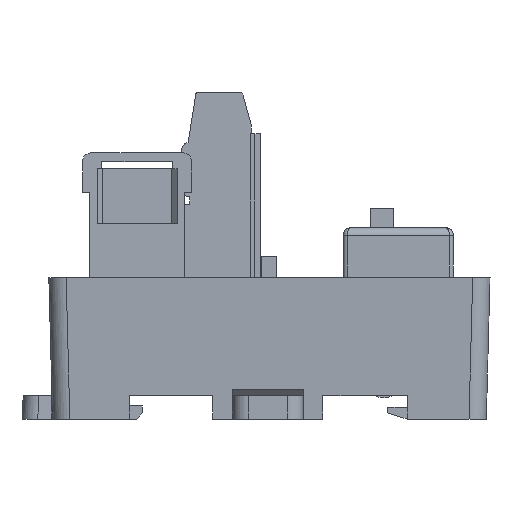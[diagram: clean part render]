
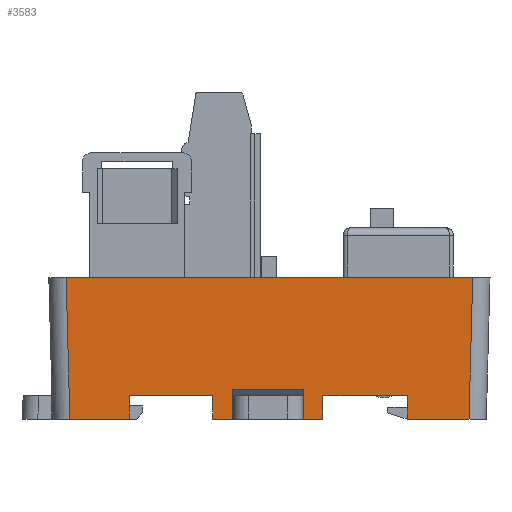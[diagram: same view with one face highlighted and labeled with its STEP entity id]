
A CAD part, left-side view. The second image highlights one B-rep face of the part: STEP entity #3583.
In plain terms, the highlighted planar face has unit normal (-1, 0, -0.026).
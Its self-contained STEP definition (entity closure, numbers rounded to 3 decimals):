
#2114=FACE_OUTER_BOUND('',#7024,.T.);
#3583=ADVANCED_FACE('',(#2114),#5126,.T.);
#5126=PLANE('',#29897);
#7024=EDGE_LOOP('',(#9136,#9137,#9138,#9139,#9140,#9141,#9142,#9143,#9144,
#9145,#9146,#9147,#9148,#9149,#9150,#9151));
#9136=ORIENTED_EDGE('',*,*,#19495,.T.);
#9137=ORIENTED_EDGE('',*,*,#19509,.T.);
#9138=ORIENTED_EDGE('',*,*,#19510,.F.);
#9139=ORIENTED_EDGE('',*,*,#19511,.F.);
#9140=ORIENTED_EDGE('',*,*,#19512,.F.);
#9141=ORIENTED_EDGE('',*,*,#19513,.T.);
#9142=ORIENTED_EDGE('',*,*,#19514,.F.);
#9143=ORIENTED_EDGE('',*,*,#19515,.T.);
#9144=ORIENTED_EDGE('',*,*,#19516,.F.);
#9145=ORIENTED_EDGE('',*,*,#19517,.T.);
#9146=ORIENTED_EDGE('',*,*,#19518,.T.);
#9147=ORIENTED_EDGE('',*,*,#19519,.F.);
#9148=ORIENTED_EDGE('',*,*,#19520,.T.);
#9149=ORIENTED_EDGE('',*,*,#19521,.T.);
#9150=ORIENTED_EDGE('',*,*,#19472,.T.);
#9151=ORIENTED_EDGE('',*,*,#19469,.F.);
#16800=VERTEX_POINT('',#39425);
#16801=VERTEX_POINT('',#39427);
#16803=VERTEX_POINT('',#39433);
#16820=VERTEX_POINT('',#39477);
#16833=VERTEX_POINT('',#39507);
#16834=VERTEX_POINT('',#39509);
#16835=VERTEX_POINT('',#39511);
#16836=VERTEX_POINT('',#39513);
#16837=VERTEX_POINT('',#39515);
#16838=VERTEX_POINT('',#39517);
#16839=VERTEX_POINT('',#39519);
#16840=VERTEX_POINT('',#39521);
#16841=VERTEX_POINT('',#39523);
#16842=VERTEX_POINT('',#39525);
#16843=VERTEX_POINT('',#39527);
#16844=VERTEX_POINT('',#39529);
#19469=EDGE_CURVE('',#16800,#16801,#23433,.T.);
#19472=EDGE_CURVE('',#16803,#16801,#23435,.T.);
#19495=EDGE_CURVE('',#16800,#16820,#23454,.T.);
#19509=EDGE_CURVE('',#16820,#16833,#23468,.T.);
#19510=EDGE_CURVE('',#16834,#16833,#23469,.T.);
#19511=EDGE_CURVE('',#16835,#16834,#23470,.T.);
#19512=EDGE_CURVE('',#16836,#16835,#23471,.T.);
#19513=EDGE_CURVE('',#16836,#16837,#23472,.T.);
#19514=EDGE_CURVE('',#16838,#16837,#23473,.T.);
#19515=EDGE_CURVE('',#16838,#16839,#23474,.T.);
#19516=EDGE_CURVE('',#16840,#16839,#23475,.T.);
#19517=EDGE_CURVE('',#16840,#16841,#23476,.T.);
#19518=EDGE_CURVE('',#16841,#16842,#23477,.T.);
#19519=EDGE_CURVE('',#16843,#16842,#23478,.T.);
#19520=EDGE_CURVE('',#16843,#16844,#23479,.T.);
#19521=EDGE_CURVE('',#16844,#16803,#23480,.T.);
#23433=LINE('',#39426,#26699);
#23435=LINE('',#39432,#26701);
#23454=LINE('',#39478,#26720);
#23468=LINE('',#39506,#26734);
#23469=LINE('',#39508,#26735);
#23470=LINE('',#39510,#26736);
#23471=LINE('',#39512,#26737);
#23472=LINE('',#39514,#26738);
#23473=LINE('',#39516,#26739);
#23474=LINE('',#39518,#26740);
#23475=LINE('',#39520,#26741);
#23476=LINE('',#39522,#26742);
#23477=LINE('',#39524,#26743);
#23478=LINE('',#39526,#26744);
#23479=LINE('',#39528,#26745);
#23480=LINE('',#39530,#26746);
#26699=VECTOR('',#32112,1.);
#26701=VECTOR('',#32118,1.);
#26720=VECTOR('',#32155,1.);
#26734=VECTOR('',#32173,1.);
#26735=VECTOR('',#32174,1.);
#26736=VECTOR('',#32175,1.);
#26737=VECTOR('',#32176,1.);
#26738=VECTOR('',#32177,1.);
#26739=VECTOR('',#32178,1.);
#26740=VECTOR('',#32179,1.);
#26741=VECTOR('',#32180,1.);
#26742=VECTOR('',#32181,1.);
#26743=VECTOR('',#32182,1.);
#26744=VECTOR('',#32183,1.);
#26745=VECTOR('',#32184,1.);
#26746=VECTOR('',#32185,1.);
#29897=AXIS2_PLACEMENT_3D('',#39531,#32186,#32187);
#32112=DIRECTION('',(0.,-1.,0.));
#32118=DIRECTION('',(-0.026,-0.026,0.999));
#32155=DIRECTION('',(0.026,-0.026,-0.999));
#32173=DIRECTION('',(0.,-1.,0.));
#32174=DIRECTION('',(0.026,0.,-1.));
#32175=DIRECTION('',(0.,1.,0.));
#32176=DIRECTION('',(-0.026,0.,1.));
#32177=DIRECTION('',(0.,-1.,0.));
#32178=DIRECTION('',(0.026,0.,-1.));
#32179=DIRECTION('',(0.,-1.,0.));
#32180=DIRECTION('',(-0.026,0.,1.));
#32181=DIRECTION('',(0.,-1.,0.));
#32182=DIRECTION('',(-0.026,0.,1.));
#32183=DIRECTION('',(0.,1.,0.));
#32184=DIRECTION('',(0.026,0.,-1.));
#32185=DIRECTION('',(0.,-1.,0.));
#32186=DIRECTION('',(-1.,0.,-0.026));
#32187=DIRECTION('',(-0.026,0.,1.));
#39425=CARTESIAN_POINT('',(767.304,385.096,192.));
#39426=CARTESIAN_POINT('',(767.304,358.945,192.));
#39427=CARTESIAN_POINT('',(767.304,333.395,192.));
#39432=CARTESIAN_POINT('',(767.322,333.412,191.34));
#39433=CARTESIAN_POINT('',(767.776,333.866,174.));
#39477=CARTESIAN_POINT('',(767.776,384.625,174.));
#39478=CARTESIAN_POINT('',(767.322,385.079,191.34));
#39506=CARTESIAN_POINT('',(767.776,359.445,174.));
#39507=CARTESIAN_POINT('',(767.776,377.095,174.));
#39508=CARTESIAN_POINT('',(767.71,377.095,176.51));
#39509=CARTESIAN_POINT('',(767.697,377.095,177.));
#39510=CARTESIAN_POINT('',(767.697,359.445,177.));
#39511=CARTESIAN_POINT('',(767.697,366.445,177.));
#39512=CARTESIAN_POINT('',(767.788,366.445,173.539));
#39513=CARTESIAN_POINT('',(767.776,366.445,174.));
#39514=CARTESIAN_POINT('',(767.776,359.445,174.));
#39515=CARTESIAN_POINT('',(767.776,363.995,174.));
#39516=CARTESIAN_POINT('',(767.304,363.995,191.997));
#39517=CARTESIAN_POINT('',(767.678,363.995,177.726));
#39518=CARTESIAN_POINT('',(767.678,150.,177.726));
#39519=CARTESIAN_POINT('',(767.678,354.895,177.726));
#39520=CARTESIAN_POINT('',(767.304,354.895,191.997));
#39521=CARTESIAN_POINT('',(767.776,354.895,174.));
#39522=CARTESIAN_POINT('',(767.776,359.445,174.));
#39523=CARTESIAN_POINT('',(767.776,352.445,174.));
#39524=CARTESIAN_POINT('',(767.304,352.445,191.997));
#39525=CARTESIAN_POINT('',(767.697,352.445,177.));
#39526=CARTESIAN_POINT('',(767.697,359.445,177.));
#39527=CARTESIAN_POINT('',(767.697,341.695,177.));
#39528=CARTESIAN_POINT('',(767.304,341.695,191.997));
#39529=CARTESIAN_POINT('',(767.776,341.695,174.));
#39530=CARTESIAN_POINT('',(767.776,358.945,174.));
#39531=CARTESIAN_POINT('',(767.304,358.945,191.997));
